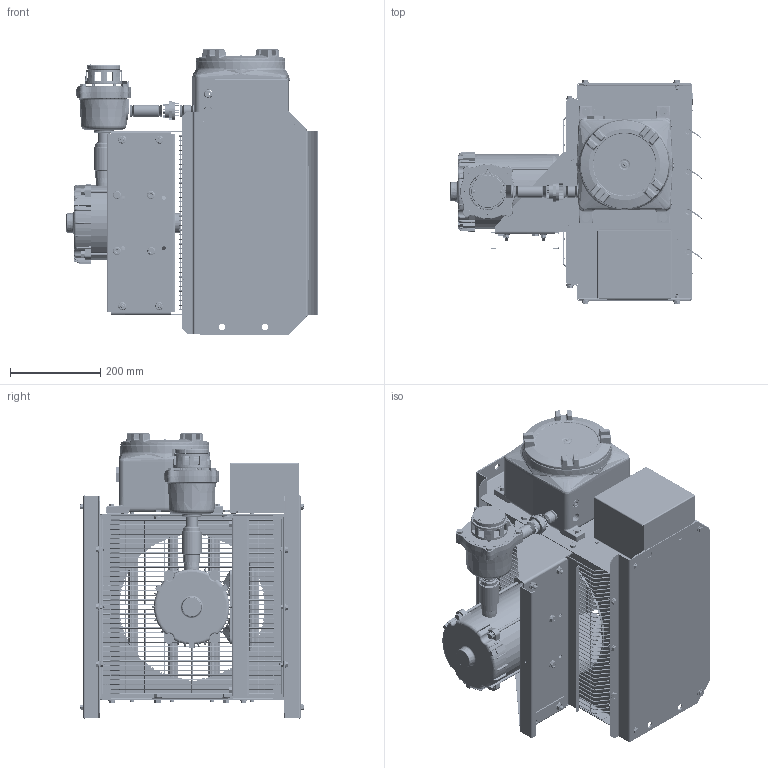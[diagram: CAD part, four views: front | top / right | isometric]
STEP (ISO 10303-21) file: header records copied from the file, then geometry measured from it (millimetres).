
FILE_DESCRIPTION (( 'STEP AP214' ), '1' );
FILE_NAME ('XEU1-12-T1.STEP', '2018-01-18T14:43:55', ( 'jose' ), ( 'Microsoft' ), 'SwSTEP 2.0', 'SolidWorks 2017', '' );
FILE_SCHEMA (( 'AUTOMOTIVE_DESIGN' ));
Length unit declared in the file: inch
Products named in the file (1): XEU1-12-T1
Bounding box: 557.08 x 494.85 x 632.21 mm (x, y, z)
Surface area: 3131333.7 mm2 (no closed solid volume)
Topology: 0 solids, 459 shells, 3860 faces, 13738 edges, 9877 vertices
Faces by surface type: plane 1277, cylinder 1129, cone 620, torus 539, bspline 262, sphere 33
Entity records: 221439 total; most frequent: CARTESIAN_POINT 59983, DIRECTION 23129, ORIENTED_EDGE 20467, EDGE_CURVE 13718, VERTEX_POINT 9875, AXIS2_PLACEMENT_3D 9001, CIRCLE 5402, LINE 5127
